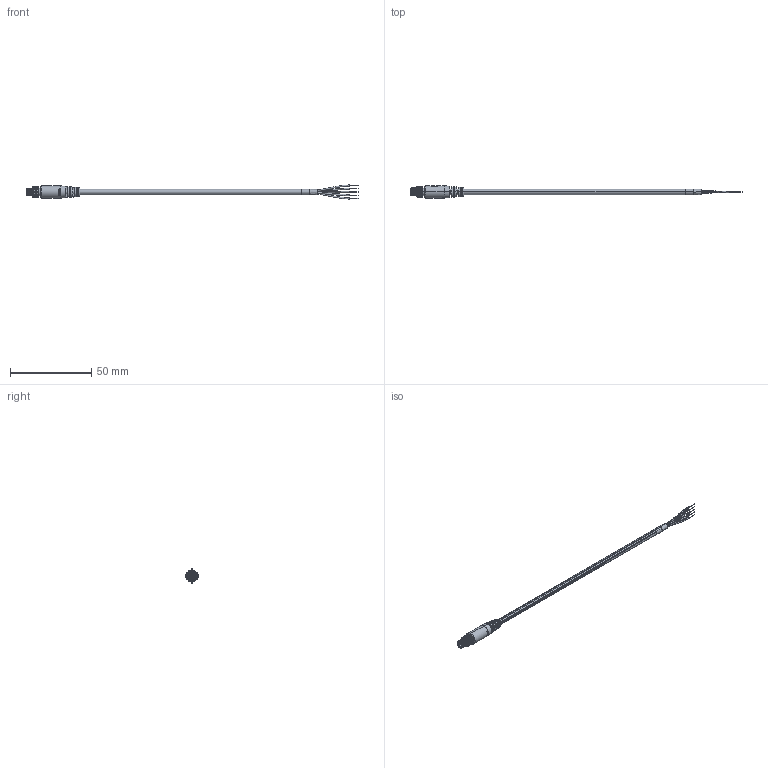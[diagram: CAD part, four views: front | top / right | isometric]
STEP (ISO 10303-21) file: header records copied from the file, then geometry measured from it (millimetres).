
FILE_DESCRIPTION (( 'STEP AP203' ), '1' );
FILE_NAME ('10-03870_revA.STEP', '2021-01-15T23:16:34', ( '' ), ( '' ), 'SwSTEP 2.0', 'SolidWorks 2015', '' );
FILE_SCHEMA (( 'CONFIG_CONTROL_DESIGN' ));
Length unit declared in the file: millimetre
Products named in the file (9): M5Male_inline threads; 50-00671; M5M4P; M5Male_pin_13.75 mm; 30-01639_s + t; 10-03870_revA; 24-00356; M5Male_shield
Assembly tree (11 placements, depth 4):
  10-03870_revA
    30-01639_s + t
    24-00356
    50-00671
      M5Male_inline threads
      M5M4P
        M5M4P
        M5Male_pin_13.75 mm  x4
      M5Male_shield
Bounding box: 204.38 x 7.58 x 8.7 mm (x, y, z)
Volume: 2489.6 mm3; surface area: 23719.5 mm2
Topology: 289 solids, 289 shells, 2432 faces, 4998 edges, 3160 vertices
Faces by surface type: cylinder 1243, plane 651, bspline 452, torus 72, sphere 8, cone 6
Entity records: 73500 total; most frequent: CARTESIAN_POINT 22682, DIRECTION 10158, ORIENTED_EDGE 9808, EDGE_CURVE 4904, AXIS2_PLACEMENT_3D 4354, VERTEX_POINT 3101, EDGE_LOOP 2907, FACE_OUTER_BOUND 2396
